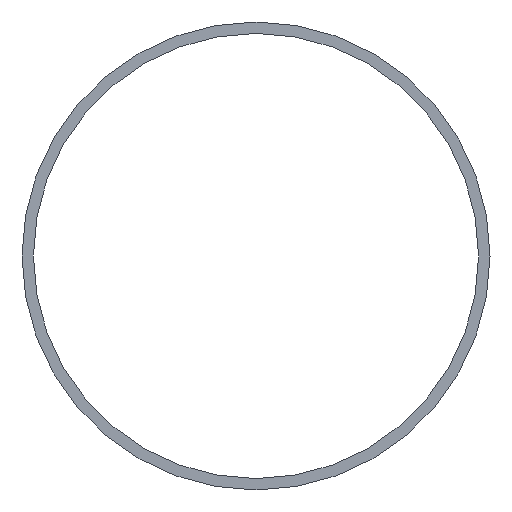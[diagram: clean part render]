
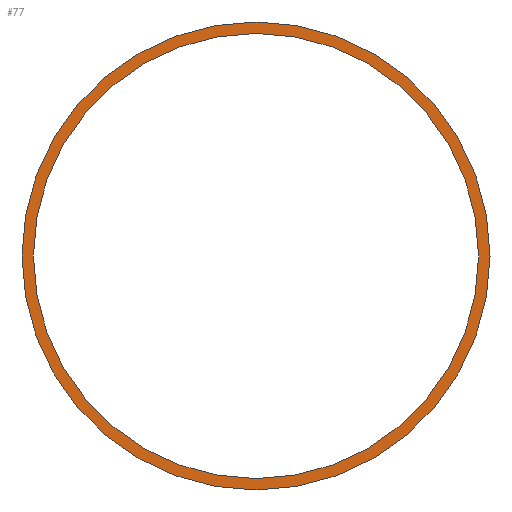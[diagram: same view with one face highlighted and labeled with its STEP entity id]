
A CAD part, left-side view. The second image highlights one B-rep face of the part: STEP entity #77.
In plain terms, the highlighted planar face has unit normal (-1, 0, 0).
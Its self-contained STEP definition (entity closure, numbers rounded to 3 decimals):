
#73 = VERTEX_POINT( '', #145 );
#77 = ADVANCED_FACE( '', ( #149, #150 ), #151, .F. );
#81 = VERTEX_POINT( '', #155 );
#85 = VERTEX_POINT( '', #159 );
#91 = EDGE_CURVE( '', #81, #73, #166, .T. );
#97 = EDGE_CURVE( '', #73, #81, #175, .T. );
#99 = EDGE_CURVE( '', #101, #85, #177, .T. );
#101 = VERTEX_POINT( '', #179 );
#103 = EDGE_CURVE( '', #85, #101, #181, .T. );
#145 = CARTESIAN_POINT( '', ( 0., 0., -90. ) );
#149 = FACE_OUTER_BOUND( '', #225, .T. );
#150 = FACE_BOUND( '', #226, .T. );
#151 = PLANE( '', #227 );
#155 = CARTESIAN_POINT( '', ( 0., 0., 90. ) );
#159 = CARTESIAN_POINT( '', ( 0., 0., -85.6 ) );
#166 = CIRCLE( '', #246, 90. );
#175 = CIRCLE( '', #256, 90. );
#177 = CIRCLE( '', #259, 85.6 );
#179 = CARTESIAN_POINT( '', ( 0., 0., 85.6 ) );
#181 = CIRCLE( '', #264, 85.6 );
#225 = EDGE_LOOP( '', ( #296, #297 ) );
#226 = EDGE_LOOP( '', ( #298, #299 ) );
#227 = AXIS2_PLACEMENT_3D( '', #300, #301, #302 );
#246 = AXIS2_PLACEMENT_3D( '', #315, #316, #317 );
#256 = AXIS2_PLACEMENT_3D( '', #334, #335, #336 );
#259 = AXIS2_PLACEMENT_3D( '', #337, #338, #339 );
#264 = AXIS2_PLACEMENT_3D( '', #340, #341, #342 );
#296 = ORIENTED_EDGE( '', *, *, #97, .F. );
#297 = ORIENTED_EDGE( '', *, *, #91, .F. );
#298 = ORIENTED_EDGE( '', *, *, #103, .T. );
#299 = ORIENTED_EDGE( '', *, *, #99, .T. );
#300 = CARTESIAN_POINT( '', ( 0., 0., 0. ) );
#301 = DIRECTION( '', ( 1., 0., 0. ) );
#302 = DIRECTION( '', ( 0., 0., -1. ) );
#315 = CARTESIAN_POINT( '', ( 0., 0., 0. ) );
#316 = DIRECTION( '', ( 1., 0., 0. ) );
#317 = DIRECTION( '', ( 0., 0., -1. ) );
#334 = CARTESIAN_POINT( '', ( 0., 0., 0. ) );
#335 = DIRECTION( '', ( 1., 0., 0. ) );
#336 = DIRECTION( '', ( 0., 0., -1. ) );
#337 = CARTESIAN_POINT( '', ( 0., 0., 0. ) );
#338 = DIRECTION( '', ( 1., 0., 0. ) );
#339 = DIRECTION( '', ( 0., 0., -1. ) );
#340 = CARTESIAN_POINT( '', ( 0., 0., 0. ) );
#341 = DIRECTION( '', ( 1., 0., 0. ) );
#342 = DIRECTION( '', ( 0., 0., -1. ) );
